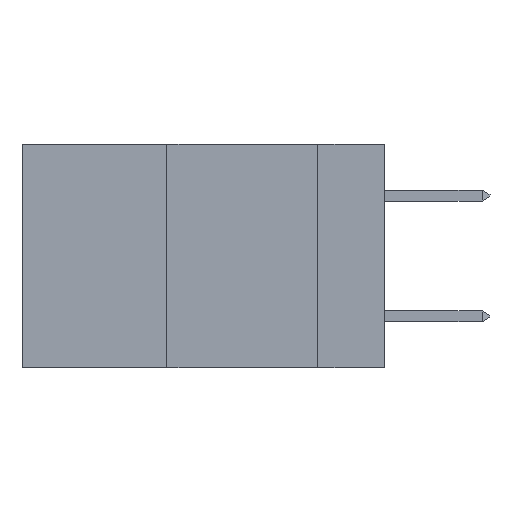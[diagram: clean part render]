
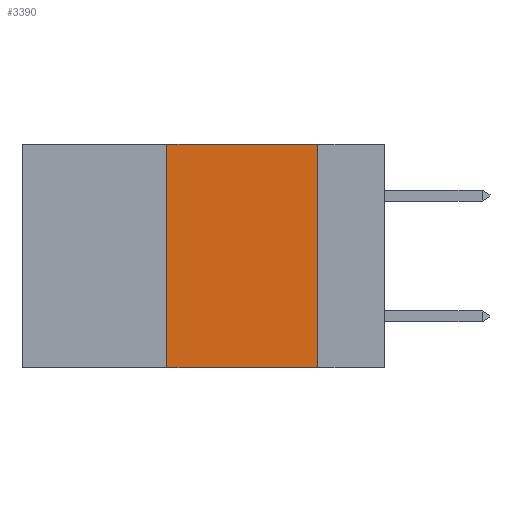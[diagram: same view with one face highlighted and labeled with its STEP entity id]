
A CAD part, left-side view. The second image highlights one B-rep face of the part: STEP entity #3390.
In plain terms, the highlighted planar face has unit normal (-1, 0, 0).
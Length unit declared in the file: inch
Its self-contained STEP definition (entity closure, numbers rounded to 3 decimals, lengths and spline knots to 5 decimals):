
#588 = VERTEX_POINT ( 'NONE', #8138 ) ;
#754 = DIRECTION ( 'NONE',  ( 0., 0., -1. ) ) ;
#906 = CARTESIAN_POINT ( 'NONE',  ( 0., 0.11, 0. ) ) ;
#1871 = CARTESIAN_POINT ( 'NONE',  ( 0., 0.36, 0. ) ) ;
#1882 = VECTOR ( 'NONE', #19055, 39.37008 ) ;
#1955 = CARTESIAN_POINT ( 'NONE',  ( 0., 0.11, 0. ) ) ;
#2598 = EDGE_CURVE ( 'NONE', #588, #5664, #17912, .T. ) ;
#2999 = EDGE_CURVE ( 'NONE', #3744, #14450, #10642, .T. ) ;
#3390 = ADVANCED_FACE ( 'NONE', ( #18383 ), #4089, .F. ) ;
#3744 = VERTEX_POINT ( 'NONE', #1871 ) ;
#4089 = PLANE ( 'NONE',  #8646 ) ;
#4586 = ORIENTED_EDGE ( 'NONE', *, *, #2598, .T. ) ;
#4587 = CARTESIAN_POINT ( 'NONE',  ( 0., 0.6, 0. ) ) ;
#5121 = EDGE_CURVE ( 'NONE', #14450, #5664, #17305, .T. ) ;
#5664 = VERTEX_POINT ( 'NONE', #7642 ) ;
#7622 = LINE ( 'NONE', #9224, #1882 ) ;
#7642 = CARTESIAN_POINT ( 'NONE',  ( 0., 0.11, -0.37 ) ) ;
#8138 = CARTESIAN_POINT ( 'NONE',  ( 0., 0.36, -0.37 ) ) ;
#8645 = VECTOR ( 'NONE', #18198, 39.37008 ) ;
#8646 = AXIS2_PLACEMENT_3D ( 'NONE', #13324, #8737, #754 ) ;
#8737 = DIRECTION ( 'NONE',  ( 1., 0., 0. ) ) ;
#8858 = DIRECTION ( 'NONE',  ( 0., -1., 0. ) ) ;
#9224 = CARTESIAN_POINT ( 'NONE',  ( 0., 0.36, 0. ) ) ;
#10642 = LINE ( 'NONE', #4587, #8645 ) ;
#11920 = ORIENTED_EDGE ( 'NONE', *, *, #2999, .F. ) ;
#13324 = CARTESIAN_POINT ( 'NONE',  ( 0., 0.6, 0. ) ) ;
#14450 = VERTEX_POINT ( 'NONE', #1955 ) ;
#15162 = VECTOR ( 'NONE', #8858, 39.37008 ) ;
#16282 = VECTOR ( 'NONE', #20073, 39.37008 ) ;
#16636 = EDGE_CURVE ( 'NONE', #588, #3744, #7622, .T. ) ;
#16679 = EDGE_LOOP ( 'NONE', ( #19742, #11920, #20120, #4586 ) ) ;
#17305 = LINE ( 'NONE', #906, #16282 ) ;
#17912 = LINE ( 'NONE', #18413, #15162 ) ;
#18198 = DIRECTION ( 'NONE',  ( 0., -1., 0. ) ) ;
#18383 = FACE_OUTER_BOUND ( 'NONE', #16679, .T. ) ;
#18413 = CARTESIAN_POINT ( 'NONE',  ( 0., 0.6, -0.37 ) ) ;
#19055 = DIRECTION ( 'NONE',  ( 0., 0., 1. ) ) ;
#19742 = ORIENTED_EDGE ( 'NONE', *, *, #5121, .F. ) ;
#20073 = DIRECTION ( 'NONE',  ( 0., 0., -1. ) ) ;
#20120 = ORIENTED_EDGE ( 'NONE', *, *, #16636, .F. ) ;
